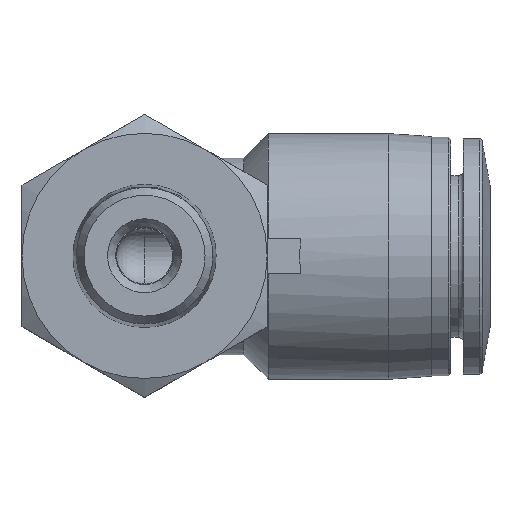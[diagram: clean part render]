
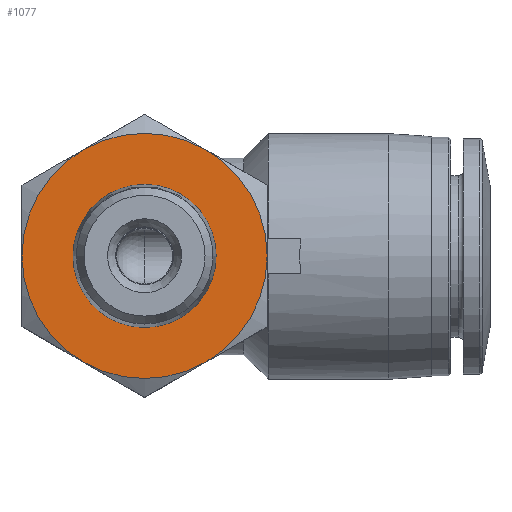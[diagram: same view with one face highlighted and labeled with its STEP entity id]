
A CAD part, top view. The second image highlights one B-rep face of the part: STEP entity #1077.
In plain terms, the highlighted planar face has unit normal (0, 0, 1).
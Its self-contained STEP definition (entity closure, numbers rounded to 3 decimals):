
#35=PLANE('',#1160);
#233=ORIENTED_EDGE('',*,*,#370,.F.);
#234=ORIENTED_EDGE('',*,*,#371,.T.);
#235=ORIENTED_EDGE('',*,*,#375,.T.);
#236=ORIENTED_EDGE('',*,*,#374,.T.);
#237=ORIENTED_EDGE('',*,*,#373,.T.);
#238=ORIENTED_EDGE('',*,*,#376,.T.);
#239=ORIENTED_EDGE('',*,*,#372,.T.);
#370=EDGE_CURVE('',#446,#446,#479,.T.);
#371=EDGE_CURVE('',#440,#438,#480,.T.);
#372=EDGE_CURVE('',#442,#440,#481,.T.);
#373=EDGE_CURVE('',#434,#432,#482,.T.);
#374=EDGE_CURVE('',#436,#434,#483,.T.);
#375=EDGE_CURVE('',#438,#436,#484,.T.);
#376=EDGE_CURVE('',#432,#442,#485,.T.);
#432=VERTEX_POINT('',#1580);
#434=VERTEX_POINT('',#1592);
#436=VERTEX_POINT('',#1604);
#438=VERTEX_POINT('',#1616);
#440=VERTEX_POINT('',#1628);
#442=VERTEX_POINT('',#1640);
#446=VERTEX_POINT('',#1655);
#479=CIRCLE('',#1149,5.098);
#480=CIRCLE('',#1151,8.73);
#481=CIRCLE('',#1153,8.73);
#482=CIRCLE('',#1155,8.73);
#483=CIRCLE('',#1157,8.73);
#484=CIRCLE('',#1159,8.73);
#485=CIRCLE('',#1161,8.73);
#540=EDGE_LOOP('',(#233));
#541=EDGE_LOOP('',(#234,#235,#236,#237,#238,#239));
#619=FACE_BOUND('',#540,.T.);
#620=FACE_BOUND('',#541,.T.);
#1077=ADVANCED_FACE('',(#619,#620),#35,.F.);
#1149=AXIS2_PLACEMENT_3D('',#1654,#1305,#1306);
#1151=AXIS2_PLACEMENT_3D('',#1657,#1309,#1310);
#1153=AXIS2_PLACEMENT_3D('',#1659,#1313,#1314);
#1155=AXIS2_PLACEMENT_3D('',#1661,#1317,#1318);
#1157=AXIS2_PLACEMENT_3D('',#1663,#1321,#1322);
#1159=AXIS2_PLACEMENT_3D('',#1665,#1325,#1326);
#1160=AXIS2_PLACEMENT_3D('',#1666,#1327,#1328);
#1161=AXIS2_PLACEMENT_3D('',#1667,#1329,#1330);
#1305=DIRECTION('',(0.,0.,1.));
#1306=DIRECTION('',(1.,0.,0.));
#1309=DIRECTION('',(0.,0.,1.));
#1310=DIRECTION('',(1.,0.,0.));
#1313=DIRECTION('',(0.,0.,1.));
#1314=DIRECTION('',(1.,0.,0.));
#1317=DIRECTION('',(0.,0.,1.));
#1318=DIRECTION('',(1.,0.,0.));
#1321=DIRECTION('',(0.,0.,1.));
#1322=DIRECTION('',(1.,0.,0.));
#1325=DIRECTION('',(0.,0.,1.));
#1326=DIRECTION('',(1.,0.,0.));
#1327=DIRECTION('',(0.,0.,-1.));
#1328=DIRECTION('',(-1.,0.,0.));
#1329=DIRECTION('',(0.,0.,1.));
#1330=DIRECTION('',(1.,0.,0.));
#1580=CARTESIAN_POINT('',(-8.73,0.,21.45));
#1592=CARTESIAN_POINT('',(-4.365,7.56,21.45));
#1604=CARTESIAN_POINT('',(4.365,7.56,21.45));
#1616=CARTESIAN_POINT('',(8.73,0.,21.45));
#1628=CARTESIAN_POINT('',(4.365,-7.56,21.45));
#1640=CARTESIAN_POINT('',(-4.365,-7.56,21.45));
#1654=CARTESIAN_POINT('',(0.,0.,21.45));
#1655=CARTESIAN_POINT('',(5.098,0.,21.45));
#1657=CARTESIAN_POINT('',(0.,0.,21.45));
#1659=CARTESIAN_POINT('',(0.,0.,21.45));
#1661=CARTESIAN_POINT('',(0.,0.,21.45));
#1663=CARTESIAN_POINT('',(0.,0.,21.45));
#1665=CARTESIAN_POINT('',(0.,0.,21.45));
#1666=CARTESIAN_POINT('',(8.73,0.,21.45));
#1667=CARTESIAN_POINT('',(0.,0.,21.45));
